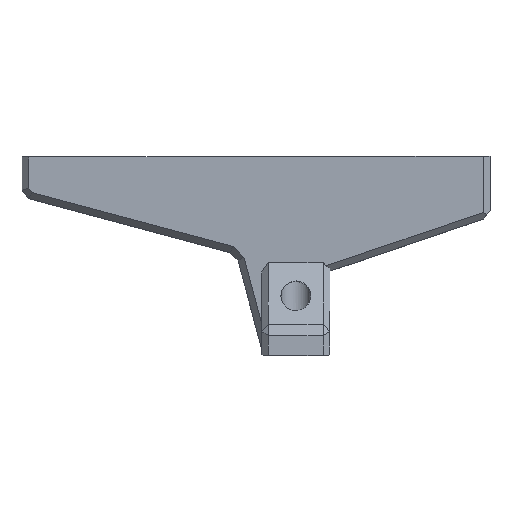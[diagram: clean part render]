
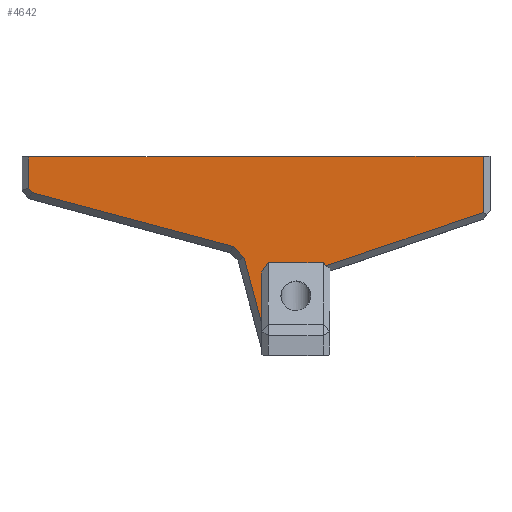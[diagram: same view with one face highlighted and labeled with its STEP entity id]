
A CAD part, top view. The second image highlights one B-rep face of the part: STEP entity #4642.
In plain terms, the highlighted planar face has unit normal (0, 0, 1).
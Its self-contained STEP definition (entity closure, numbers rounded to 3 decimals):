
#53=PLANE('',#4921);
#283=FACE_OUTER_BOUND('',#542,.T.);
#542=EDGE_LOOP('',(#3584,#3585,#3586,#3587,#3588,#3589,#3590,#3591,#3592,
#3593,#3594,#3595,#3596,#3597));
#1198=LINE('',#11895,#1517);
#1209=LINE('',#11917,#1528);
#1215=LINE('',#11934,#1534);
#1233=LINE('',#11970,#1552);
#1238=LINE('',#11979,#1557);
#1243=LINE('',#11990,#1562);
#1244=LINE('',#11992,#1563);
#1245=LINE('',#11994,#1564);
#1246=LINE('',#11996,#1565);
#1247=LINE('',#11998,#1566);
#1248=LINE('',#12000,#1567);
#1249=LINE('',#12002,#1568);
#1250=LINE('',#12004,#1569);
#1251=LINE('',#12005,#1570);
#1517=VECTOR('',#5533,10.);
#1528=VECTOR('',#5550,10.);
#1534=VECTOR('',#5566,10.);
#1552=VECTOR('',#5588,10.);
#1557=VECTOR('',#5595,10.);
#1562=VECTOR('',#5604,10.);
#1563=VECTOR('',#5605,10.);
#1564=VECTOR('',#5606,10.);
#1565=VECTOR('',#5607,10.);
#1566=VECTOR('',#5608,10.);
#1567=VECTOR('',#5609,10.);
#1568=VECTOR('',#5610,10.);
#1569=VECTOR('',#5611,10.);
#1570=VECTOR('',#5612,10.);
#2013=VERTEX_POINT('',#11887);
#2016=VERTEX_POINT('',#11893);
#2024=VERTEX_POINT('',#11915);
#2030=VERTEX_POINT('',#11933);
#2046=VERTEX_POINT('',#11968);
#2049=VERTEX_POINT('',#11977);
#2053=VERTEX_POINT('',#11989);
#2054=VERTEX_POINT('',#11991);
#2055=VERTEX_POINT('',#11993);
#2056=VERTEX_POINT('',#11995);
#2057=VERTEX_POINT('',#11997);
#2058=VERTEX_POINT('',#11999);
#2059=VERTEX_POINT('',#12001);
#2060=VERTEX_POINT('',#12003);
#2644=EDGE_CURVE('',#2013,#2016,#1198,.T.);
#2655=EDGE_CURVE('',#2016,#2024,#1209,.T.);
#2663=EDGE_CURVE('',#2030,#2013,#1215,.T.);
#2681=EDGE_CURVE('',#2046,#2024,#1233,.T.);
#2686=EDGE_CURVE('',#2049,#2046,#1238,.T.);
#2691=EDGE_CURVE('',#2049,#2053,#1243,.T.);
#2692=EDGE_CURVE('',#2053,#2054,#1244,.T.);
#2693=EDGE_CURVE('',#2054,#2055,#1245,.T.);
#2694=EDGE_CURVE('',#2055,#2056,#1246,.T.);
#2695=EDGE_CURVE('',#2056,#2057,#1247,.T.);
#2696=EDGE_CURVE('',#2058,#2057,#1248,.T.);
#2697=EDGE_CURVE('',#2058,#2059,#1249,.F.);
#2698=EDGE_CURVE('',#2059,#2060,#1250,.T.);
#2699=EDGE_CURVE('',#2060,#2030,#1251,.T.);
#3584=ORIENTED_EDGE('',*,*,#2644,.T.);
#3585=ORIENTED_EDGE('',*,*,#2655,.T.);
#3586=ORIENTED_EDGE('',*,*,#2681,.F.);
#3587=ORIENTED_EDGE('',*,*,#2686,.F.);
#3588=ORIENTED_EDGE('',*,*,#2691,.T.);
#3589=ORIENTED_EDGE('',*,*,#2692,.T.);
#3590=ORIENTED_EDGE('',*,*,#2693,.T.);
#3591=ORIENTED_EDGE('',*,*,#2694,.T.);
#3592=ORIENTED_EDGE('',*,*,#2695,.T.);
#3593=ORIENTED_EDGE('',*,*,#2696,.F.);
#3594=ORIENTED_EDGE('',*,*,#2697,.T.);
#3595=ORIENTED_EDGE('',*,*,#2698,.T.);
#3596=ORIENTED_EDGE('',*,*,#2699,.T.);
#3597=ORIENTED_EDGE('',*,*,#2663,.T.);
#4642=ADVANCED_FACE('',(#283),#53,.F.);
#4921=AXIS2_PLACEMENT_3D('',#11988,#5602,#5603);
#5533=DIRECTION('',(0.,1.,0.));
#5550=DIRECTION('',(-1.,0.,0.));
#5566=DIRECTION('',(0.947,0.322,0.));
#5588=DIRECTION('',(0.,1.,0.));
#5595=DIRECTION('',(1.,0.,0.));
#5602=DIRECTION('center_axis',(0.,0.,
-1.));
#5603=DIRECTION('ref_axis',(0.,1.,0.));
#5604=DIRECTION('',(0.,-1.,0.));
#5605=DIRECTION('',(0.609,-0.793,0.));
#5606=DIRECTION('',(0.966,-0.259,0.));
#5607=DIRECTION('',(0.707,-0.707,0.));
#5608=DIRECTION('',(0.259,-0.966,0.));
#5609=DIRECTION('',(0.,-1.,0.));
#5610=DIRECTION('',(-0.577,-0.816,0.));
#5611=DIRECTION('',(1.,0.,0.));
#5612=DIRECTION('',(0.577,-0.816,0.));
#11887=CARTESIAN_POINT('',(749.75,-12.701,-653.5));
#11893=CARTESIAN_POINT('',(749.75,8.398,-653.5));
#11895=CARTESIAN_POINT('',(749.75,-12.12,-653.5));
#11915=CARTESIAN_POINT('',(692.25,8.398,-653.5));
#11917=CARTESIAN_POINT('',(698.5,8.398,-653.5));
#11933=CARTESIAN_POINT('',(690.399,-32.873,-653.5));
#11934=CARTESIAN_POINT('',(697.733,-30.381,-653.5));
#11968=CARTESIAN_POINT('',(692.25,8.148,-653.5));
#11970=CARTESIAN_POINT('',(692.25,8.148,-653.5));
#11977=CARTESIAN_POINT('',(578.637,8.148,-653.5));
#11979=CARTESIAN_POINT('',(626.75,8.148,-653.5));
#11988=CARTESIAN_POINT('Origin',(698.5,-32.638,-653.5));
#11989=CARTESIAN_POINT('',(578.637,-3.501,-653.5));
#11990=CARTESIAN_POINT('',(578.637,-16.789,-653.5));
#11991=CARTESIAN_POINT('',(580.019,-5.302,-653.5));
#11992=CARTESIAN_POINT('',(596.069,-26.22,-653.5));
#11993=CARTESIAN_POINT('',(655.659,-25.57,-653.5));
#11994=CARTESIAN_POINT('',(645.72,-22.907,-653.5));
#11995=CARTESIAN_POINT('',(659.668,-29.579,-653.5));
#11996=CARTESIAN_POINT('',(652.943,-22.854,-653.5));
#11997=CARTESIAN_POINT('',(666.353,-54.528,-653.5));
#11998=CARTESIAN_POINT('',(663.316,-43.195,-653.5));
#11999=CARTESIAN_POINT('',(666.353,-35.138,-653.5));
#12000=CARTESIAN_POINT('',(666.353,-47.915,-653.5));
#12001=CARTESIAN_POINT('',(668.853,-31.602,-653.5));
#12002=CARTESIAN_POINT('',(658.19,-46.682,-653.5));
#12003=CARTESIAN_POINT('',(689.5,-31.602,-653.5));
#12004=CARTESIAN_POINT('',(656.622,-31.602,-653.5));
#12005=CARTESIAN_POINT('',(689.79,-32.012,-653.5));
